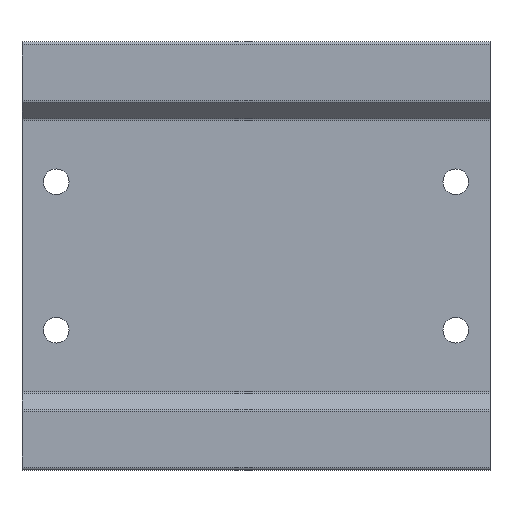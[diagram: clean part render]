
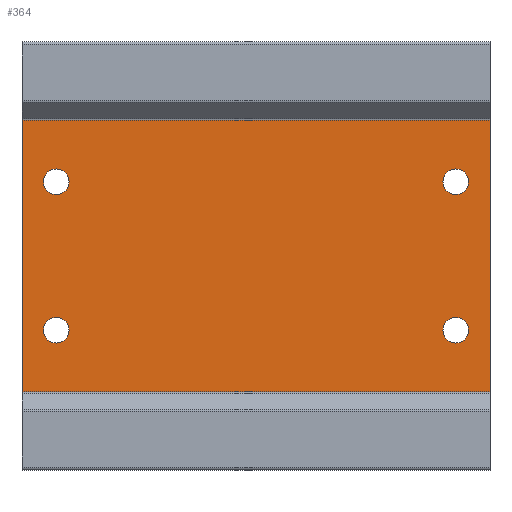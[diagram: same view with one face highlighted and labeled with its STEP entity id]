
A CAD part, front view. The second image highlights one B-rep face of the part: STEP entity #364.
In plain terms, the highlighted planar face has unit normal (0, -1, 0).
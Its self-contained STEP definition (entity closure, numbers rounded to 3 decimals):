
#57 = EDGE_CURVE ( 'NONE', #332, #2240, #2419, .T. ) ;
#109 = CARTESIAN_POINT ( 'NONE',  ( 35., -12., 15.25 ) ) ;
#114 = CARTESIAN_POINT ( 'NONE',  ( 35., -12., -15.25 ) ) ;
#128 = CARTESIAN_POINT ( 'NONE',  ( -35., -12., -15.25 ) ) ;
#166 = ORIENTED_EDGE ( 'NONE', *, *, #817, .T. ) ;
#193 = EDGE_CURVE ( 'NONE', #2668, #714, #2276, .T. ) ;
#219 = EDGE_CURVE ( 'NONE', #830, #1787, #3353, .T. ) ;
#230 = FACE_BOUND ( 'NONE', #292, .T. ) ;
#234 = CARTESIAN_POINT ( 'NONE',  ( 41., -12., 23.793 ) ) ;
#235 = CARTESIAN_POINT ( 'NONE',  ( -35., -12., 13. ) ) ;
#272 = CARTESIAN_POINT ( 'NONE',  ( 35., -12., 10.75 ) ) ;
#292 = EDGE_LOOP ( 'NONE', ( #1089, #2115 ) ) ;
#299 = ORIENTED_EDGE ( 'NONE', *, *, #3374, .T. ) ;
#300 = CARTESIAN_POINT ( 'NONE',  ( -41., -12., 24. ) ) ;
#332 = VERTEX_POINT ( 'NONE', #760 ) ;
#359 = DIRECTION ( 'NONE',  ( 0., 0., 1. ) ) ;
#364 = ADVANCED_FACE ( 'NONE', ( #995, #2560, #230, #1366, #588 ), #2646, .F. ) ;
#495 = DIRECTION ( 'NONE',  ( 0., 1., 0. ) ) ;
#504 = CARTESIAN_POINT ( 'NONE',  ( -35., -12., -13. ) ) ;
#511 = EDGE_CURVE ( 'NONE', #1478, #1248, #2956, .T. ) ;
#531 = ORIENTED_EDGE ( 'NONE', *, *, #1254, .T. ) ;
#541 = AXIS2_PLACEMENT_3D ( 'NONE', #1150, #2189, #2292 ) ;
#588 = FACE_OUTER_BOUND ( 'NONE', #1015, .T. ) ;
#634 = ORIENTED_EDGE ( 'NONE', *, *, #1465, .T. ) ;
#713 = AXIS2_PLACEMENT_3D ( 'NONE', #1017, #3069, #1817 ) ;
#714 = VERTEX_POINT ( 'NONE', #1825 ) ;
#760 = CARTESIAN_POINT ( 'NONE',  ( 35., -12., -10.75 ) ) ;
#817 = EDGE_CURVE ( 'NONE', #2675, #2282, #2832, .T. ) ;
#830 = VERTEX_POINT ( 'NONE', #918 ) ;
#853 = DIRECTION ( 'NONE',  ( 0., 0., 1. ) ) ;
#871 = DIRECTION ( 'NONE',  ( 0., 0., 1. ) ) ;
#918 = CARTESIAN_POINT ( 'NONE',  ( -41., -12., -23.793 ) ) ;
#927 = DIRECTION ( 'NONE',  ( 0., 1., 0. ) ) ;
#952 = CARTESIAN_POINT ( 'NONE',  ( 35., -12., 13. ) ) ;
#974 = DIRECTION ( 'NONE',  ( 0., 1., 0. ) ) ;
#995 = FACE_BOUND ( 'NONE', #2050, .T. ) ;
#999 = CARTESIAN_POINT ( 'NONE',  ( -35., -12., -10.75 ) ) ;
#1015 = EDGE_LOOP ( 'NONE', ( #2319, #299, #2478, #2901 ) ) ;
#1017 = CARTESIAN_POINT ( 'NONE',  ( 35., -12., -13. ) ) ;
#1032 = EDGE_CURVE ( 'NONE', #1396, #2829, #1333, .T. ) ;
#1040 = ORIENTED_EDGE ( 'NONE', *, *, #193, .T. ) ;
#1043 = CARTESIAN_POINT ( 'NONE',  ( -41., -12., 23.793 ) ) ;
#1089 = ORIENTED_EDGE ( 'NONE', *, *, #57, .T. ) ;
#1150 = CARTESIAN_POINT ( 'NONE',  ( -35., -12., 13. ) ) ;
#1160 = DIRECTION ( 'NONE',  ( 0., 1., 0. ) ) ;
#1211 = DIRECTION ( 'NONE',  ( 0., 0., 1. ) ) ;
#1248 = VERTEX_POINT ( 'NONE', #234 ) ;
#1254 = EDGE_CURVE ( 'NONE', #2282, #2675, #2584, .T. ) ;
#1333 = CIRCLE ( 'NONE', #1769, 2.25 ) ;
#1366 = FACE_BOUND ( 'NONE', #2749, .T. ) ;
#1385 = CARTESIAN_POINT ( 'NONE',  ( 41., -12., -23.793 ) ) ;
#1396 = VERTEX_POINT ( 'NONE', #109 ) ;
#1465 = EDGE_CURVE ( 'NONE', #2829, #1396, #1887, .T. ) ;
#1478 = VERTEX_POINT ( 'NONE', #1385 ) ;
#1592 = AXIS2_PLACEMENT_3D ( 'NONE', #300, #2120, #853 ) ;
#1651 = LINE ( 'NONE', #2642, #2752 ) ;
#1674 = EDGE_CURVE ( 'NONE', #830, #1478, #1651, .T. ) ;
#1769 = AXIS2_PLACEMENT_3D ( 'NONE', #952, #495, #3039 ) ;
#1784 = DIRECTION ( 'NONE',  ( 0., 0., 1. ) ) ;
#1787 = VERTEX_POINT ( 'NONE', #3254 ) ;
#1791 = ORIENTED_EDGE ( 'NONE', *, *, #1032, .T. ) ;
#1817 = DIRECTION ( 'NONE',  ( 0., 0., 1. ) ) ;
#1825 = CARTESIAN_POINT ( 'NONE',  ( -35., -12., 10.75 ) ) ;
#1855 = DIRECTION ( 'NONE',  ( 1., 0., 0. ) ) ;
#1887 = CIRCLE ( 'NONE', #2160, 2.25 ) ;
#2002 = VECTOR ( 'NONE', #2016, 1000. ) ;
#2012 = DIRECTION ( 'NONE',  ( 0., 0., 1. ) ) ;
#2016 = DIRECTION ( 'NONE',  ( 0., 0., 1. ) ) ;
#2050 = EDGE_LOOP ( 'NONE', ( #531, #166 ) ) ;
#2051 = CARTESIAN_POINT ( 'NONE',  ( -41., -12., 24. ) ) ;
#2085 = DIRECTION ( 'NONE',  ( -1., 0., 0. ) ) ;
#2115 = ORIENTED_EDGE ( 'NONE', *, *, #2385, .T. ) ;
#2120 = DIRECTION ( 'NONE',  ( 0., 1., 0. ) ) ;
#2160 = AXIS2_PLACEMENT_3D ( 'NONE', #2717, #974, #2012 ) ;
#2182 = CIRCLE ( 'NONE', #713, 2.25 ) ;
#2189 = DIRECTION ( 'NONE',  ( 0., 1., 0. ) ) ;
#2240 = VERTEX_POINT ( 'NONE', #114 ) ;
#2258 = AXIS2_PLACEMENT_3D ( 'NONE', #3246, #927, #1211 ) ;
#2260 = DIRECTION ( 'NONE',  ( 0., 1., 0. ) ) ;
#2276 = CIRCLE ( 'NONE', #541, 2.25 ) ;
#2282 = VERTEX_POINT ( 'NONE', #999 ) ;
#2292 = DIRECTION ( 'NONE',  ( 0., 0., 1. ) ) ;
#2294 = AXIS2_PLACEMENT_3D ( 'NONE', #235, #2313, #1784 ) ;
#2313 = DIRECTION ( 'NONE',  ( 0., 1., 0. ) ) ;
#2319 = ORIENTED_EDGE ( 'NONE', *, *, #511, .T. ) ;
#2333 = DIRECTION ( 'NONE',  ( 0., 0., 1. ) ) ;
#2346 = EDGE_CURVE ( 'NONE', #714, #2668, #3062, .T. ) ;
#2385 = EDGE_CURVE ( 'NONE', #2240, #332, #2182, .T. ) ;
#2419 = CIRCLE ( 'NONE', #2258, 2.25 ) ;
#2465 = CARTESIAN_POINT ( 'NONE',  ( -35., -12., 15.25 ) ) ;
#2478 = ORIENTED_EDGE ( 'NONE', *, *, #219, .F. ) ;
#2494 = CARTESIAN_POINT ( 'NONE',  ( 41., -12., 24. ) ) ;
#2555 = EDGE_LOOP ( 'NONE', ( #1040, #3253 ) ) ;
#2560 = FACE_BOUND ( 'NONE', #2555, .T. ) ;
#2584 = CIRCLE ( 'NONE', #3349, 2.25 ) ;
#2610 = LINE ( 'NONE', #1043, #2985 ) ;
#2642 = CARTESIAN_POINT ( 'NONE',  ( 41., -12., -23.793 ) ) ;
#2646 = PLANE ( 'NONE',  #1592 ) ;
#2668 = VERTEX_POINT ( 'NONE', #2465 ) ;
#2675 = VERTEX_POINT ( 'NONE', #128 ) ;
#2717 = CARTESIAN_POINT ( 'NONE',  ( 35., -12., 13. ) ) ;
#2721 = AXIS2_PLACEMENT_3D ( 'NONE', #2940, #1160, #359 ) ;
#2749 = EDGE_LOOP ( 'NONE', ( #1791, #634 ) ) ;
#2752 = VECTOR ( 'NONE', #1855, 1000. ) ;
#2773 = VECTOR ( 'NONE', #871, 1000. ) ;
#2829 = VERTEX_POINT ( 'NONE', #272 ) ;
#2832 = CIRCLE ( 'NONE', #2721, 2.25 ) ;
#2901 = ORIENTED_EDGE ( 'NONE', *, *, #1674, .T. ) ;
#2940 = CARTESIAN_POINT ( 'NONE',  ( -35., -12., -13. ) ) ;
#2956 = LINE ( 'NONE', #2494, #2773 ) ;
#2985 = VECTOR ( 'NONE', #2085, 1000. ) ;
#3039 = DIRECTION ( 'NONE',  ( 0., 0., 1. ) ) ;
#3062 = CIRCLE ( 'NONE', #2294, 2.25 ) ;
#3069 = DIRECTION ( 'NONE',  ( 0., 1., 0. ) ) ;
#3246 = CARTESIAN_POINT ( 'NONE',  ( 35., -12., -13. ) ) ;
#3253 = ORIENTED_EDGE ( 'NONE', *, *, #2346, .T. ) ;
#3254 = CARTESIAN_POINT ( 'NONE',  ( -41., -12., 23.793 ) ) ;
#3349 = AXIS2_PLACEMENT_3D ( 'NONE', #504, #2260, #2333 ) ;
#3353 = LINE ( 'NONE', #2051, #2002 ) ;
#3374 = EDGE_CURVE ( 'NONE', #1248, #1787, #2610, .T. ) ;
